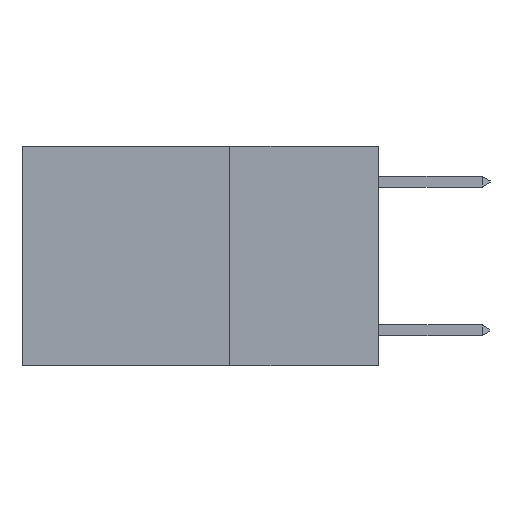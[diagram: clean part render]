
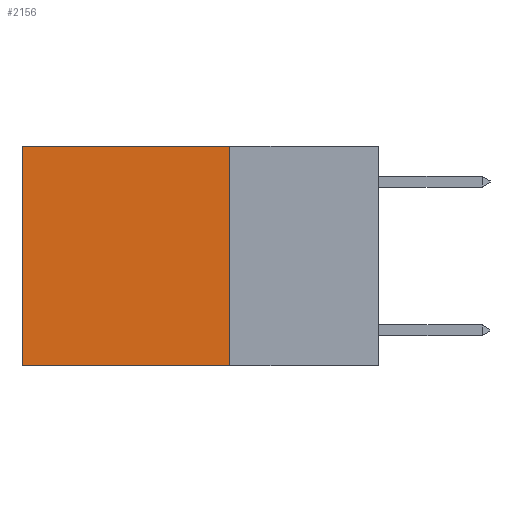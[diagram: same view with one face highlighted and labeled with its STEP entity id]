
A CAD part, left-side view. The second image highlights one B-rep face of the part: STEP entity #2156.
In plain terms, the highlighted planar face has unit normal (-1, 0, 0).
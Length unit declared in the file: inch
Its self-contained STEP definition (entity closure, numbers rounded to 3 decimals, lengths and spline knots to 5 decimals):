
#650 = EDGE_CURVE ( 'NONE', #5752, #1984, #6515, .T. ) ;
#1208 = EDGE_LOOP ( 'NONE', ( #4124, #5180, #6420, #7170 ) ) ;
#1577 = CARTESIAN_POINT ( 'NONE',  ( 0.2625, 0.6, -0.37 ) ) ;
#1602 = CARTESIAN_POINT ( 'NONE',  ( 0.2625, 0.25, -0.37 ) ) ;
#1742 = LINE ( 'NONE', #4663, #1751 ) ;
#1751 = VECTOR ( 'NONE', #4638, 39.37008 ) ;
#1984 = VERTEX_POINT ( 'NONE', #1577 ) ;
#2138 = VECTOR ( 'NONE', #6516, 39.37008 ) ;
#2156 = ADVANCED_FACE ( 'NONE', ( #7421 ), #9499, .F. ) ;
#2234 = LINE ( 'NONE', #7381, #2138 ) ;
#2979 = EDGE_CURVE ( 'NONE', #5199, #1984, #8987, .T. ) ;
#3341 = AXIS2_PLACEMENT_3D ( 'NONE', #9041, #8995, #8904 ) ;
#3618 = EDGE_CURVE ( 'NONE', #5112, #5199, #2234, .T. ) ;
#3815 = CARTESIAN_POINT ( 'NONE',  ( 0.2625, 0.6, 0. ) ) ;
#4124 = ORIENTED_EDGE ( 'NONE', *, *, #650, .T. ) ;
#4555 = CARTESIAN_POINT ( 'NONE',  ( 0.2625, 0.6, 0. ) ) ;
#4559 = EDGE_CURVE ( 'NONE', #5112, #5752, #1742, .T. ) ;
#4562 = CARTESIAN_POINT ( 'NONE',  ( 0.2625, 0.25, -0.37 ) ) ;
#4625 = DIRECTION ( 'NONE',  ( 0., 1., 0. ) ) ;
#4638 = DIRECTION ( 'NONE',  ( 0., 1., 0. ) ) ;
#4663 = CARTESIAN_POINT ( 'NONE',  ( 0.2625, 0.25, 0. ) ) ;
#5112 = VERTEX_POINT ( 'NONE', #9230 ) ;
#5180 = ORIENTED_EDGE ( 'NONE', *, *, #2979, .F. ) ;
#5199 = VERTEX_POINT ( 'NONE', #1602 ) ;
#5752 = VERTEX_POINT ( 'NONE', #4555 ) ;
#6420 = ORIENTED_EDGE ( 'NONE', *, *, #3618, .F. ) ;
#6515 = LINE ( 'NONE', #3815, #6753 ) ;
#6516 = DIRECTION ( 'NONE',  ( 0., 0., -1. ) ) ;
#6753 = VECTOR ( 'NONE', #9568, 39.37008 ) ;
#7170 = ORIENTED_EDGE ( 'NONE', *, *, #4559, .T. ) ;
#7381 = CARTESIAN_POINT ( 'NONE',  ( 0.2625, 0.25, 0. ) ) ;
#7421 = FACE_OUTER_BOUND ( 'NONE', #1208, .T. ) ;
#8904 = DIRECTION ( 'NONE',  ( 0., 0., -1. ) ) ;
#8987 = LINE ( 'NONE', #4562, #9017 ) ;
#8995 = DIRECTION ( 'NONE',  ( 1., 0., 0. ) ) ;
#9017 = VECTOR ( 'NONE', #4625, 39.37008 ) ;
#9041 = CARTESIAN_POINT ( 'NONE',  ( 0.2625, 0.25, 0. ) ) ;
#9230 = CARTESIAN_POINT ( 'NONE',  ( 0.2625, 0.25, 0. ) ) ;
#9499 = PLANE ( 'NONE',  #3341 ) ;
#9568 = DIRECTION ( 'NONE',  ( 0., 0., -1. ) ) ;
